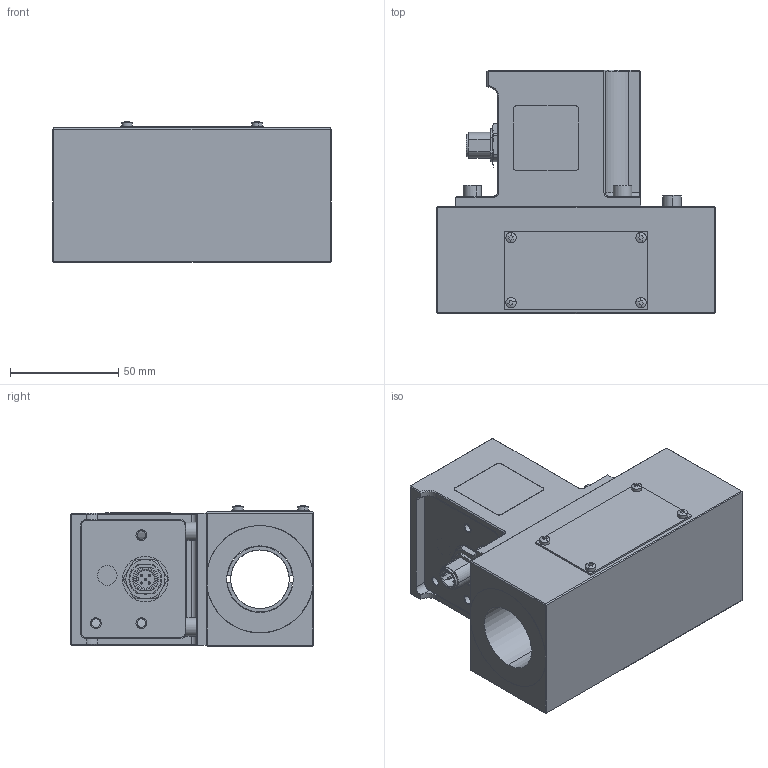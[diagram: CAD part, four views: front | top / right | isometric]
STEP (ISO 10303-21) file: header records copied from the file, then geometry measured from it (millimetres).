
FILE_DESCRIPTION (( 'STEP AP214' ), '1' );
FILE_NAME ('FT11365-04.STEP', '2024-09-27T14:28:22', ( '' ), ( '' ), 'SwSTEP 2.0', 'SolidWorks 2023', '' );
FILE_SCHEMA (( 'AUTOMOTIVE_DESIGN' ));
Length unit declared in the file: millimetre
Products named in the file (1): FT11365-04
Bounding box: 128.5 x 112.3 x 64.93 mm (x, y, z)
Surface area: 67874 mm2 (no closed solid volume)
Topology: 0 solids, 24 shells, 350 faces, 1018 edges, 658 vertices
Faces by surface type: plane 192, cylinder 90, cone 38, torus 20, sphere 10
Entity records: 11458 total; most frequent: CARTESIAN_POINT 2417, DIRECTION 1942, ORIENTED_EDGE 1711, EDGE_CURVE 988, AXIS2_PLACEMENT_3D 689, VERTEX_POINT 648, VECTOR 564, LINE 564
